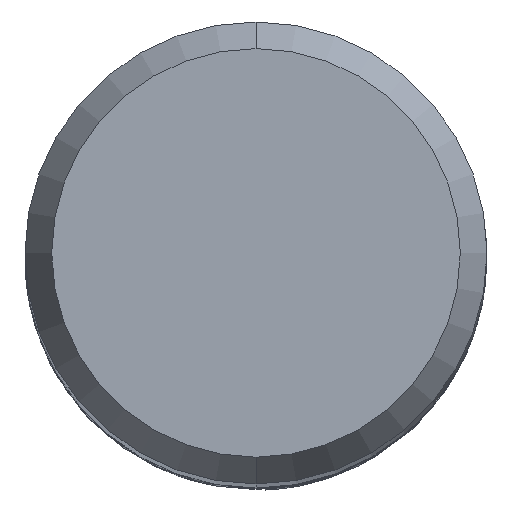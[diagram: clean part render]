
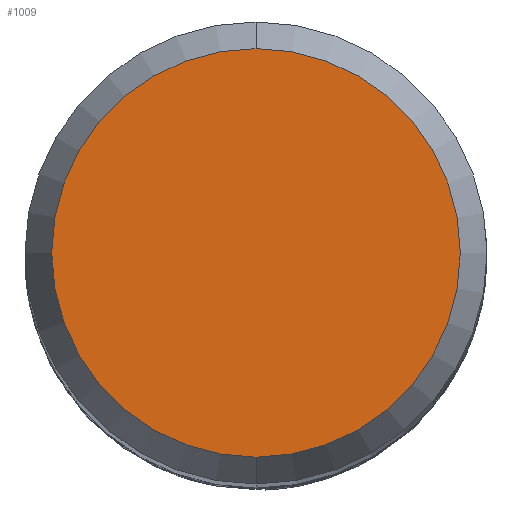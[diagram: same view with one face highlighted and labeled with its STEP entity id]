
A CAD part, top view. The second image highlights one B-rep face of the part: STEP entity #1009.
In plain terms, the highlighted planar face has unit normal (0, 0, 1).
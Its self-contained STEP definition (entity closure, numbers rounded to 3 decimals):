
#1009=ADVANCED_FACE('',(#2231),#2232,.T.);
#1165=VERTEX_POINT('',#2398);
#1479=EDGE_CURVE('',#1529,#1165,#2744,.T.);
#1529=VERTEX_POINT('',#2796);
#1627=EDGE_CURVE('',#1165,#1529,#2902,.T.);
#2231=FACE_OUTER_BOUND('',#7437,.T.);
#2232=PLANE('',#7438);
#2398=CARTESIAN_POINT('',(0.,-3.538,0.0));
#2744=CIRCLE('',#12184,3.538);
#2796=CARTESIAN_POINT('',(0.0,3.538,0.0));
#2902=CIRCLE('',#14097,3.538);
#7437=EDGE_LOOP('',(#16873,#16874));
#7438=AXIS2_PLACEMENT_3D('',#16875,#16876,#16877);
#12184=AXIS2_PLACEMENT_3D('',#17369,#17370,#17371);
#14097=AXIS2_PLACEMENT_3D('',#17479,#17480,#17481);
#16873=ORIENTED_EDGE('',*,*,#1479,.F.);
#16874=ORIENTED_EDGE('',*,*,#1627,.F.);
#16875=CARTESIAN_POINT('',(0.0,1.769,0.0));
#16876=DIRECTION('',(-0.0,0.0,1.0));
#16877=DIRECTION('',(0.0,-1.0,0.0));
#17369=CARTESIAN_POINT('',(0.0,0.0,0.0));
#17370=DIRECTION('',(0.0,0.0,-1.0));
#17371=DIRECTION('',(0.0,1.0,0.0));
#17479=CARTESIAN_POINT('',(0.0,0.0,0.0));
#17480=DIRECTION('',(0.0,0.0,-1.0));
#17481=DIRECTION('',(0.0,1.0,0.0));
